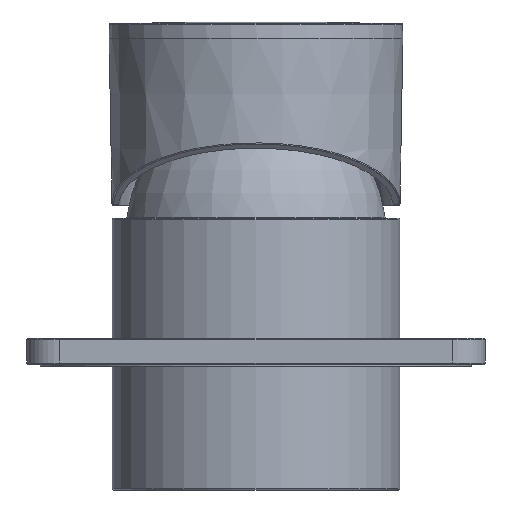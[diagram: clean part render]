
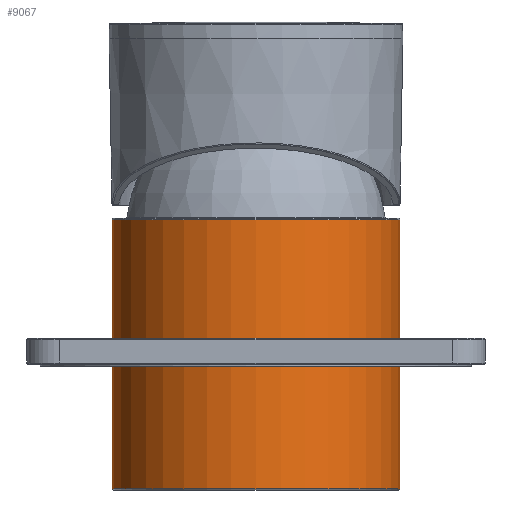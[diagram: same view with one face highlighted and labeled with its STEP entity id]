
A CAD part, front view. The second image highlights one B-rep face of the part: STEP entity #9067.
In plain terms, the highlighted cylindrical face has radius 22 mm (diameter 44 mm), a full revolution.
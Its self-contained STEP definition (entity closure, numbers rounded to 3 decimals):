
#1413=CYLINDRICAL_SURFACE('',#9529,22.);
#1496=ORIENTED_EDGE('',*,*,#3433,.T.);
#1497=ORIENTED_EDGE('',*,*,#3434,.T.);
#3433=EDGE_CURVE('',#4402,#4402,#5009,.T.);
#3434=EDGE_CURVE('',#4403,#4403,#5010,.F.);
#4402=VERTEX_POINT('',#11946);
#4403=VERTEX_POINT('',#11948);
#5009=CIRCLE('',#9530,22.);
#5010=CIRCLE('',#9531,22.);
#5340=EDGE_LOOP('',(#1496));
#5341=EDGE_LOOP('',(#1497));
#5834=FACE_BOUND('',#5340,.T.);
#5835=FACE_BOUND('',#5341,.T.);
#9067=ADVANCED_FACE('',(#5834,#5835),#1413,.T.);
#9529=AXIS2_PLACEMENT_3D('',#11944,#10212,#10213);
#9530=AXIS2_PLACEMENT_3D('',#11945,#10214,#10215);
#9531=AXIS2_PLACEMENT_3D('',#11947,#10216,#10217);
#10212=DIRECTION('',(0.,0.,-1.));
#10213=DIRECTION('',(-1.,0.,0.));
#10214=DIRECTION('',(0.,0.,-1.));
#10215=DIRECTION('',(-1.,0.,0.));
#10216=DIRECTION('',(0.,0.,-1.));
#10217=DIRECTION('',(-1.,0.,0.));
#11944=CARTESIAN_POINT('',(0.,0.,41.5));
#11945=CARTESIAN_POINT('',(0.,0.,41.3));
#11946=CARTESIAN_POINT('',(-22.,0.,41.3));
#11947=CARTESIAN_POINT('',(0.,0.,0.2));
#11948=CARTESIAN_POINT('',(-22.,0.,0.2));
